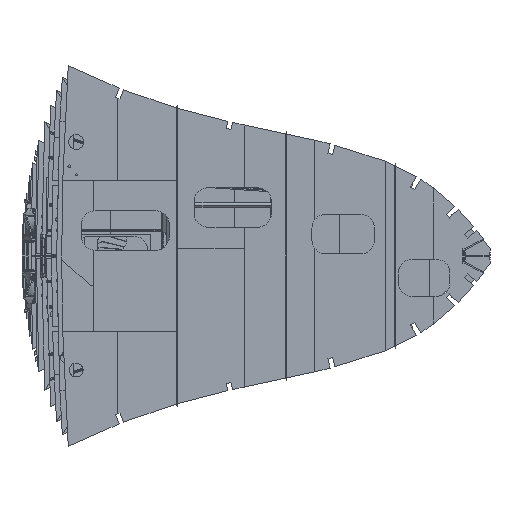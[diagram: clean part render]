
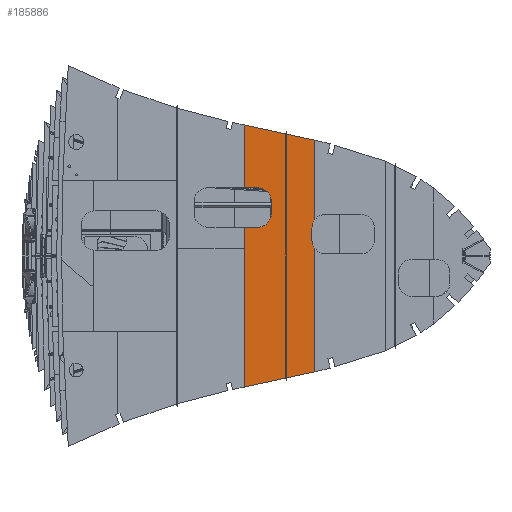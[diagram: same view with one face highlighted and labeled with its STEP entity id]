
A CAD part, left-side view. The second image highlights one B-rep face of the part: STEP entity #185886.
In plain terms, the highlighted free-form (B-spline) face has degree [1, 1] with [2, 2] control points.
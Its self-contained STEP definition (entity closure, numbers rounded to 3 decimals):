
#185415 = VERTEX_POINT('',#185416);
#185416 = CARTESIAN_POINT('',(-8147.602,6531.014,
    3491.204));
#185435 = VERTEX_POINT('',#185436);
#185436 = CARTESIAN_POINT('',(-8147.602,4655.772,
    3086.623));
#185441 = EDGE_CURVE('',#185415,#185435,#185442,.T.);
#185442 = B_SPLINE_CURVE_WITH_KNOTS('',3,(#185443,#185444,#185445,
    #185446,#185447,#185448,#185449,#185450),.UNSPECIFIED.,.F.,.F.,(4,1,
    1,1,1,4),(0.396,0.422,0.454,0.486
    ,0.535,0.549),.UNSPECIFIED.);
#185443 = CARTESIAN_POINT('',(-8147.602,6531.014,
    3491.204));
#185444 = CARTESIAN_POINT('',(-8147.602,6423.291,
    3467.61));
#185445 = CARTESIAN_POINT('',(-8147.602,6186.27,
    3416.285));
#185446 = CARTESIAN_POINT('',(-8147.602,5819.693,
    3338.364));
#185447 = CARTESIAN_POINT('',(-8147.602,5360.597,
    3239.957));
#185448 = CARTESIAN_POINT('',(-8147.602,4972.136,
    3158.329));
#185449 = CARTESIAN_POINT('',(-8147.602,4713.922,
    3099.994));
#185450 = CARTESIAN_POINT('',(-8147.602,4655.772,
    3086.623));
#185472 = EDGE_CURVE('',#185473,#185435,#185475,.T.);
#185473 = VERTEX_POINT('',#185474);
#185474 = CARTESIAN_POINT('',(-8147.602,4655.772,
    961.87));
#185475 = B_SPLINE_CURVE_WITH_KNOTS('',1,(#185476,#185477),
  .UNSPECIFIED.,.F.,.F.,(2,2),(755.65,2424.867),
  .PIECEWISE_BEZIER_KNOTS.);
#185476 = CARTESIAN_POINT('',(-8147.602,4655.772,
    961.87));
#185477 = CARTESIAN_POINT('',(-8147.602,4655.772,
    3086.623));
#185510 = VERTEX_POINT('',#185511);
#185511 = CARTESIAN_POINT('',(-8147.602,4728.519,
    743.63));
#185516 = EDGE_CURVE('',#185510,#185473,#185517,.T.);
#185517 = ( BOUNDED_CURVE() B_SPLINE_CURVE(2,(#185518,#185519,#185520),
.UNSPECIFIED.,.F.,.F.) B_SPLINE_CURVE_WITH_KNOTS((3,3),(4.712,
5.356),.PIECEWISE_BEZIER_KNOTS.) CURVE() 
GEOMETRIC_REPRESENTATION_ITEM() RATIONAL_B_SPLINE_CURVE((1.,
0.949,1.)) REPRESENTATION_ITEM('') );
#185518 = CARTESIAN_POINT('',(-8147.602,4728.519,
    743.63));
#185519 = CARTESIAN_POINT('',(-8147.602,4728.519,
    864.874));
#185520 = CARTESIAN_POINT('',(-8147.602,4655.772,
    961.87));
#185532 = EDGE_CURVE('',#185533,#185510,#185535,.T.);
#185533 = VERTEX_POINT('',#185534);
#185534 = CARTESIAN_POINT('',(-8147.602,4728.519,
    420.313));
#185535 = B_SPLINE_CURVE_WITH_KNOTS('',1,(#185536,#185537),
  .UNSPECIFIED.,.F.,.F.,(2,2),(330.2,584.2),.PIECEWISE_BEZIER_KNOTS.);
#185536 = CARTESIAN_POINT('',(-8147.602,4728.519,
    420.313));
#185537 = CARTESIAN_POINT('',(-8147.602,4728.519,
    743.63));
#185570 = VERTEX_POINT('',#185571);
#185571 = CARTESIAN_POINT('',(-8147.602,4655.772,
    202.073));
#185576 = EDGE_CURVE('',#185533,#185570,#185577,.T.);
#185577 = ( BOUNDED_CURVE() B_SPLINE_CURVE(2,(#185578,#185579,#185580),
.UNSPECIFIED.,.F.,.F.) B_SPLINE_CURVE_WITH_KNOTS((3,3),(1.571,
2.214),.PIECEWISE_BEZIER_KNOTS.) CURVE() 
GEOMETRIC_REPRESENTATION_ITEM() RATIONAL_B_SPLINE_CURVE((1.,
0.949,1.)) REPRESENTATION_ITEM('') );
#185578 = CARTESIAN_POINT('',(-8147.602,4728.519,
    420.313));
#185579 = CARTESIAN_POINT('',(-8147.602,4728.519,
    299.069));
#185580 = CARTESIAN_POINT('',(-8147.602,4655.772,
    202.073));
#185592 = EDGE_CURVE('',#185593,#185570,#185595,.T.);
#185593 = VERTEX_POINT('',#185594);
#185594 = CARTESIAN_POINT('',(-8147.602,4655.772,
    -3086.623));
#185595 = B_SPLINE_CURVE_WITH_KNOTS('',1,(#185596,#185597),
  .UNSPECIFIED.,.F.,.F.,(2,2),(-2424.867,158.75),
  .PIECEWISE_BEZIER_KNOTS.);
#185596 = CARTESIAN_POINT('',(-8147.602,4655.772,
    -3086.623));
#185597 = CARTESIAN_POINT('',(-8147.602,4655.772,
    202.073));
#185620 = EDGE_CURVE('',#185621,#185593,#185623,.T.);
#185621 = VERTEX_POINT('',#185622);
#185622 = CARTESIAN_POINT('',(-8147.602,6531.014,
    -3491.204));
#185623 = B_SPLINE_CURVE_WITH_KNOTS('',3,(#185624,#185625,#185626,
    #185627,#185628,#185629,#185630,#185631),.UNSPECIFIED.,.F.,.F.,(4,1,
    1,1,1,4),(0.396,0.422,0.454,0.486
    ,0.535,0.549),.UNSPECIFIED.);
#185624 = CARTESIAN_POINT('',(-8147.602,6531.014,
    -3491.204));
#185625 = CARTESIAN_POINT('',(-8147.602,6423.291,
    -3467.61));
#185626 = CARTESIAN_POINT('',(-8147.602,6186.27,
    -3416.285));
#185627 = CARTESIAN_POINT('',(-8147.602,5819.693,
    -3338.364));
#185628 = CARTESIAN_POINT('',(-8147.602,5360.597,
    -3239.957));
#185629 = CARTESIAN_POINT('',(-8147.602,4972.136,
    -3158.329));
#185630 = CARTESIAN_POINT('',(-8147.602,4713.922,
    -3099.994));
#185631 = CARTESIAN_POINT('',(-8147.602,4655.772,
    -3086.623));
#185672 = EDGE_CURVE('',#185621,#185673,#185675,.T.);
#185673 = VERTEX_POINT('',#185674);
#185674 = CARTESIAN_POINT('',(-8147.602,6531.014,
    767.879));
#185675 = B_SPLINE_CURVE_WITH_KNOTS('',1,(#185676,#185677),
  .UNSPECIFIED.,.F.,.F.,(2,2),(-2742.709,603.25),
  .PIECEWISE_BEZIER_KNOTS.);
#185676 = CARTESIAN_POINT('',(-8147.602,6531.014,
    -3491.204));
#185677 = CARTESIAN_POINT('',(-8147.602,6531.014,
    767.879));
#185700 = EDGE_CURVE('',#185673,#185701,#185703,.T.);
#185701 = VERTEX_POINT('',#185702);
#185702 = CARTESIAN_POINT('',(-8147.602,6175.365,
    767.879));
#185703 = B_SPLINE_CURVE_WITH_KNOTS('',1,(#185704,#185705),
  .UNSPECIFIED.,.F.,.F.,(2,2),(-5130.8,-4851.4),
  .PIECEWISE_BEZIER_KNOTS.);
#185704 = CARTESIAN_POINT('',(-8147.602,6531.014,
    767.879));
#185705 = CARTESIAN_POINT('',(-8147.602,6175.365,
    767.879));
#185738 = VERTEX_POINT('',#185739);
#185739 = CARTESIAN_POINT('',(-8147.602,5811.633,
    1131.611));
#185744 = EDGE_CURVE('',#185701,#185738,#185745,.T.);
#185745 = ( BOUNDED_CURVE() B_SPLINE_CURVE(2,(#185746,#185747,#185748),
.UNSPECIFIED.,.F.,.F.) B_SPLINE_CURVE_WITH_KNOTS((3,3),(3.142,
4.712),.PIECEWISE_BEZIER_KNOTS.) CURVE() 
GEOMETRIC_REPRESENTATION_ITEM() RATIONAL_B_SPLINE_CURVE((1.,
0.707,1.)) REPRESENTATION_ITEM('') );
#185746 = CARTESIAN_POINT('',(-8147.602,6175.365,
    767.879));
#185747 = CARTESIAN_POINT('',(-8147.602,5811.633,
    767.879));
#185748 = CARTESIAN_POINT('',(-8147.602,5811.633,
    1131.611));
#185760 = EDGE_CURVE('',#185738,#185761,#185763,.T.);
#185761 = VERTEX_POINT('',#185762);
#185762 = CARTESIAN_POINT('',(-8147.602,5811.633,
    1454.929));
#185763 = B_SPLINE_CURVE_WITH_KNOTS('',1,(#185764,#185765),
  .UNSPECIFIED.,.F.,.F.,(2,2),(889.,1143.),
  .PIECEWISE_BEZIER_KNOTS.);
#185764 = CARTESIAN_POINT('',(-8147.602,5811.633,
    1131.611));
#185765 = CARTESIAN_POINT('',(-8147.602,5811.633,
    1454.929));
#185798 = VERTEX_POINT('',#185799);
#185799 = CARTESIAN_POINT('',(-8147.602,6175.365,
    1818.661));
#185804 = EDGE_CURVE('',#185761,#185798,#185805,.T.);
#185805 = ( BOUNDED_CURVE() B_SPLINE_CURVE(2,(#185806,#185807,#185808),
.UNSPECIFIED.,.F.,.F.) B_SPLINE_CURVE_WITH_KNOTS((3,3),(4.712,
6.283),.PIECEWISE_BEZIER_KNOTS.) CURVE() 
GEOMETRIC_REPRESENTATION_ITEM() RATIONAL_B_SPLINE_CURVE((1.,
0.707,1.)) REPRESENTATION_ITEM('') );
#185806 = CARTESIAN_POINT('',(-8147.602,5811.633,
    1454.929));
#185807 = CARTESIAN_POINT('',(-8147.602,5811.633,
    1818.661));
#185808 = CARTESIAN_POINT('',(-8147.602,6175.365,
    1818.661));
#185820 = EDGE_CURVE('',#185821,#185798,#185823,.T.);
#185821 = VERTEX_POINT('',#185822);
#185822 = CARTESIAN_POINT('',(-8147.602,6531.014,
    1818.661));
#185823 = B_SPLINE_CURVE_WITH_KNOTS('',1,(#185824,#185825),
  .UNSPECIFIED.,.F.,.F.,(2,2),(-5130.8,-4851.4),
  .PIECEWISE_BEZIER_KNOTS.);
#185824 = CARTESIAN_POINT('',(-8147.602,6531.014,
    1818.661));
#185825 = CARTESIAN_POINT('',(-8147.602,6175.365,
    1818.661));
#185848 = EDGE_CURVE('',#185821,#185415,#185849,.T.);
#185849 = B_SPLINE_CURVE_WITH_KNOTS('',1,(#185850,#185851),
  .UNSPECIFIED.,.F.,.F.,(2,2),(1428.75,2742.709),
  .PIECEWISE_BEZIER_KNOTS.);
#185850 = CARTESIAN_POINT('',(-8147.602,6531.014,
    1818.661));
#185851 = CARTESIAN_POINT('',(-8147.602,6531.014,
    3491.204));
#185886 = ADVANCED_FACE('',(#185887),#185903,.T.);
#185887 = FACE_BOUND('',#185888,.T.);
#185888 = EDGE_LOOP('',(#185889,#185890,#185891,#185892,#185893,#185894,
    #185895,#185896,#185897,#185898,#185899,#185900,#185901,#185902));
#185889 = ORIENTED_EDGE('',*,*,#185441,.F.);
#185890 = ORIENTED_EDGE('',*,*,#185848,.F.);
#185891 = ORIENTED_EDGE('',*,*,#185820,.T.);
#185892 = ORIENTED_EDGE('',*,*,#185804,.F.);
#185893 = ORIENTED_EDGE('',*,*,#185760,.F.);
#185894 = ORIENTED_EDGE('',*,*,#185744,.F.);
#185895 = ORIENTED_EDGE('',*,*,#185700,.F.);
#185896 = ORIENTED_EDGE('',*,*,#185672,.F.);
#185897 = ORIENTED_EDGE('',*,*,#185620,.T.);
#185898 = ORIENTED_EDGE('',*,*,#185592,.T.);
#185899 = ORIENTED_EDGE('',*,*,#185576,.F.);
#185900 = ORIENTED_EDGE('',*,*,#185532,.T.);
#185901 = ORIENTED_EDGE('',*,*,#185516,.T.);
#185902 = ORIENTED_EDGE('',*,*,#185472,.T.);
#185903 = B_SPLINE_SURFACE_WITH_KNOTS('',1,1,(
    (#185904,#185905)
    ,(#185906,#185907
    )),.UNSPECIFIED.,.F.,.F.,.F.,(2,2),(2,2),(-2742.709,
    2742.709),(3657.6,5130.8),
  .PIECEWISE_BEZIER_KNOTS.);
#185904 = CARTESIAN_POINT('',(-8147.602,4655.772,
    -3491.204));
#185905 = CARTESIAN_POINT('',(-8147.602,6531.014,
    -3491.204));
#185906 = CARTESIAN_POINT('',(-8147.602,4655.772,
    3491.204));
#185907 = CARTESIAN_POINT('',(-8147.602,6531.014,
    3491.204));
